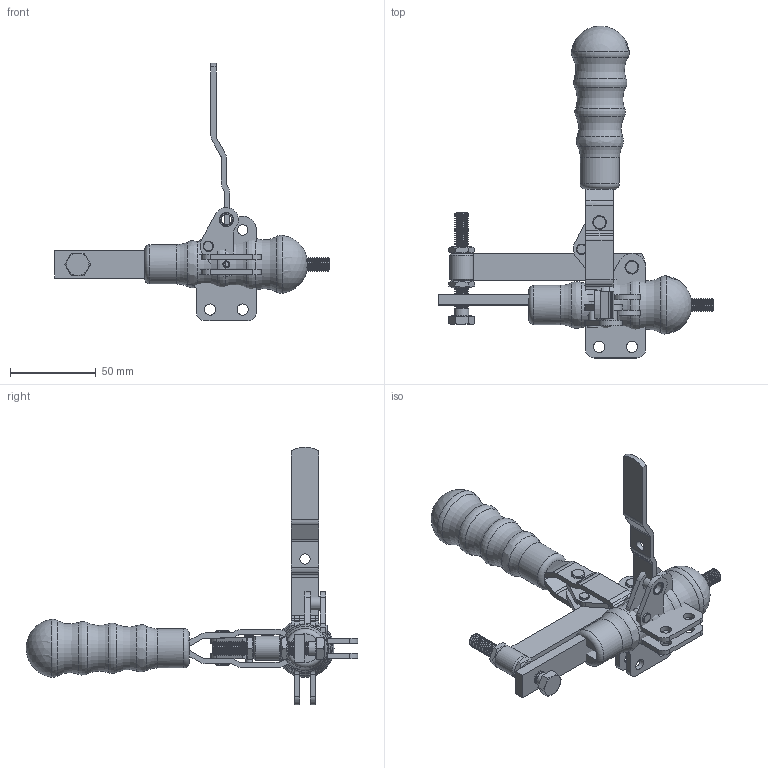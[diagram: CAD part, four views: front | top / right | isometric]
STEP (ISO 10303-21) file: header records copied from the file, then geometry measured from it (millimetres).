
FILE_DESCRIPTION( ( 'Unknown' ), '1' );
FILE_NAME( '230-MR_UPINKA.stp', 'Unknown', ( 'Unknown' ), ( 'Unknown' ), 'PSStep 14.0', 'Unknown', ' ' );
FILE_SCHEMA( ( 'AUTOMOTIVE_DESIGN { 1 0 10303 214 1 1 1 1 }' ) );
Length unit declared in the file: millimetre
Products named in the file (22): Assem1; 230008-M_TELO; 230004-M_TAHLO; 820008_POUZDRO 6x12; 230008-TELO; 230004_TAHLO; 230004_TAHLO-oa0; 230004-NN _NYT; 820008_POUZDRO 6x12-oa1; 720814_NYT 6x14; 720814_NYT 6x14-oa2; 230003_OVLADACI PAKA; 230003_OVLADACI PAKA-oa3; 720820_NYT 6x20; 720820_NYT 6x20-oa4; 940003_RUKOJET 16x6; 800064_SROUB M8x60-CSN ISO 4017; 800005_MATICE M8_DIN4398; 800005_MATICE M8_DIN4398-oa5; 800081_KOLIK 5x20_CSN ISO 2338_; 230005_UPINACI PAKA; 900001_OKO SROUBU
Bounding box: 160 x 193.21 x 149.84 mm (x, y, z)
Volume: 189607.1 mm3; surface area: 107616.6 mm2
Topology: 44 solids, 44 shells, 1056 faces, 2467 edges, 1522 vertices
Faces by surface type: cylinder 361, plane 299, cone 276, torus 116, sphere 2, bspline 2
Full cylindrical faces by diameter (mm): 3 x3, 4 x9, 5 x6, 6 x31, 6.02 x10, 6.5 x12, 6.647 x12, 8 x106, 8.02 x6, 8.1 x12, 9 x2, 11.63 x2, 14 x2, 22.877 x2
Entity records: 15833 total; most frequent: DIRECTION 2190, CARTESIAN_POINT 2029, ORIENTED_EDGE 1544, AXIS2_PLACEMENT_3D 964, EDGE_LOOP 828, EDGE_CURVE 772, FACE_OUTER_BOUND 634, VERTEX_POINT 627
